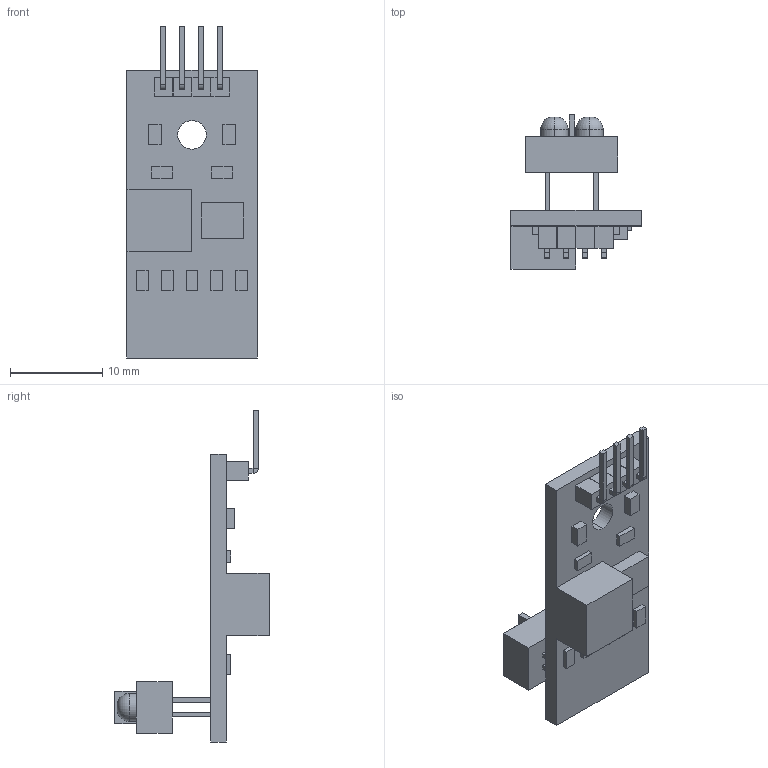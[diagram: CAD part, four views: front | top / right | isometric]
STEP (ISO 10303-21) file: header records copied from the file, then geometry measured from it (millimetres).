
FILE_DESCRIPTION (( 'STEP AP214' ), '1' );
FILE_NAME ('B1.STEP', '2021-05-14T19:26:53', ( '' ), ( '' ), 'SwSTEP 2.0', 'SolidWorks 2020', '' );
FILE_SCHEMA (( 'AUTOMOTIVE_DESIGN' ));
Length unit declared in the file: millimetre
Products named in the file (1): B1
Bounding box: 14.1 x 16.75 x 36 mm (x, y, z)
Volume: 1296.6 mm3; surface area: 1678.1 mm2
Topology: 1 solids, 1 shells, 171 faces, 402 edges, 256 vertices
Faces by surface type: plane 153, cylinder 14, torus 4
Entity records: 4834 total; most frequent: CARTESIAN_POINT 830, ORIENTED_EDGE 804, DIRECTION 782, EDGE_CURVE 402, LINE 366, VECTOR 366, VERTEX_POINT 256, AXIS2_PLACEMENT_3D 208
